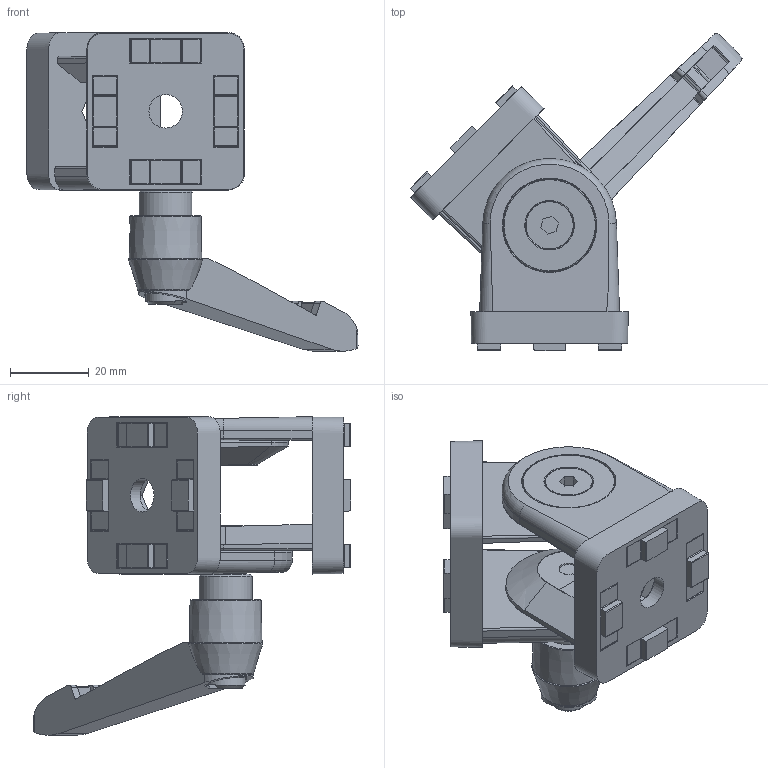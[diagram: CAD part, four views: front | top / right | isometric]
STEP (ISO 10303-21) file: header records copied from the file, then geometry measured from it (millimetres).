
FILE_DESCRIPTION( ( 'STEP AP203' ), '1' );
FILE_NAME( '093GF40AN(-45).stp', '2021-11-22T12:30:44', ( 'License CC BY-ND 4.0' ), ( 'CADENAS' ), ' ', 'PARTsolutions', ' ' );
FILE_SCHEMA( ( 'CONFIG_CONTROL_DESIGN' ) );
Length unit declared in the file: millimetre
Products named in the file (7): 093GF40AN(-45); _093GF40AN_part_1; _093GF40AN_part_5; _093GF40AN_part_2; _093GF40AN_part_3; _093GF40AN_part_4; _093GF40AN_part_6
Assembly tree (16 placements, depth 2):
  093GF40AN(-45)
    _093GF40AN_part_1  x2
    _093GF40AN_part_5  x8
    _093GF40AN_part_2  x2
    _093GF40AN_part_3  x2
    _093GF40AN_part_4
    _093GF40AN_part_6
Bounding box: 84.43 x 80.73 x 81 mm (x, y, z)
Volume: 57444 mm3; surface area: 36176.6 mm2
Topology: 16 solids, 16 shells, 717 faces, 1928 edges, 1275 vertices
Faces by surface type: plane 348, cylinder 257, torus 65, cone 45, bspline 2
Full cylindrical faces by diameter (mm): 2 x4, 4.917 x2, 6 x3, 6.4 x2, 8.5 x2, 10 x1, 10.6 x1, 12 x1, 12.2 x2, 13 x2, 13.5 x1, 16 x2, 23.6 x2, 24 x2, 26 x2
Entity records: 10200 total; most frequent: CARTESIAN_POINT 2440, ORIENTED_EDGE 1540, DIRECTION 1536, EDGE_CURVE 770, AXIS2_PLACEMENT_3D 583, VERTEX_POINT 533, EDGE_LOOP 384, LINE 370
